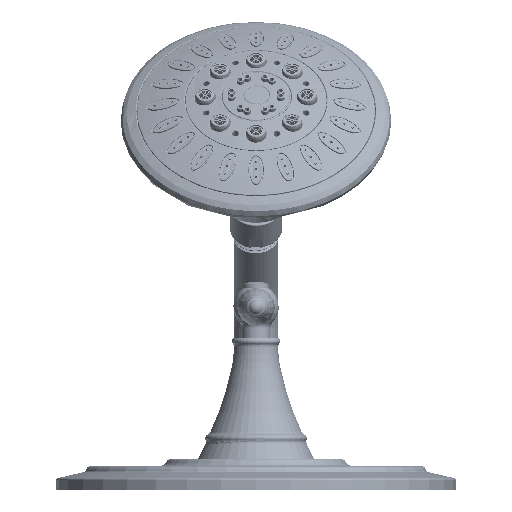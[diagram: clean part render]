
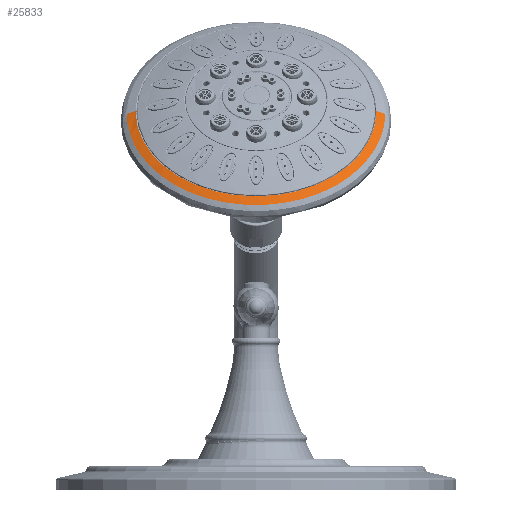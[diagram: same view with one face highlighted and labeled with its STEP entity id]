
A CAD part, front view. The second image highlights one B-rep face of the part: STEP entity #25833.
In plain terms, the highlighted spherical face has radius 147.5 mm.
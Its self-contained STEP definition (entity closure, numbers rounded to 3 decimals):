
#22694=CARTESIAN_POINT('',(0.,-59.64,
-53.405));
#22710=CARTESIAN_POINT('',(0.,-0.09,
81.289));
#22711=DIRECTION('',(-1.,0.,0.));
#22712=DIRECTION('',(0.,-0.377,-0.926));
#22713=AXIS2_PLACEMENT_3D('',#22710,#22711,#22712);
#22715=CARTESIAN_POINT('',(0.,0.09,
81.289));
#22716=DIRECTION('',(-1.,0.,0.));
#22717=DIRECTION('',(0.,0.404,-0.915));
#22718=AXIS2_PLACEMENT_3D('',#22715,#22716,#22717);
#22725=CARTESIAN_POINT('',(0.,0.,-55.117));
#22726=DIRECTION('',(0.,0.,-1.));
#22727=DIRECTION('',(0.,-1.,0.));
#22728=AXIS2_PLACEMENT_3D('',#22725,#22726,#22727);
#22730=CARTESIAN_POINT('',(0.,59.64,
-53.405));
#22731=CARTESIAN_POINT('',(-0.209,59.677,
-53.388));
#22732=CARTESIAN_POINT('',(-0.654,59.733,
-53.363));
#22733=CARTESIAN_POINT('',(-1.396,59.755,
-53.348));
#22734=CARTESIAN_POINT('',(-2.227,59.712,
-53.355));
#22735=CARTESIAN_POINT('',(-3.157,59.615,
-53.38));
#22736=CARTESIAN_POINT('',(-4.197,59.48,
-53.412));
#22737=CARTESIAN_POINT('',(-5.366,59.391,
-53.41));
#22738=CARTESIAN_POINT('',(-6.666,59.267,
-53.407));
#22739=CARTESIAN_POINT('',(-8.1,59.089,
-53.407));
#22740=CARTESIAN_POINT('',(-9.671,58.838,
-53.414));
#22741=CARTESIAN_POINT('',(-11.393,58.534,
-53.412));
#22742=CARTESIAN_POINT('',(-13.298,58.146,
-53.407));
#22743=CARTESIAN_POINT('',(-15.41,57.632,
-53.404));
#22744=CARTESIAN_POINT('',(-17.754,56.956,
-53.405));
#22745=CARTESIAN_POINT('',(-20.346,56.082,
-53.407));
#22746=CARTESIAN_POINT('',(-23.217,54.967,
-53.405));
#22747=CARTESIAN_POINT('',(-26.44,53.504,
-53.405));
#22748=CARTESIAN_POINT('',(-29.989,51.607,
-53.405));
#22749=CARTESIAN_POINT('',(-33.533,49.38,
-53.405));
#22750=CARTESIAN_POINT('',(-36.885,46.928,
-53.405));
#22751=CARTESIAN_POINT('',(-40.073,44.236,
-53.405));
#22752=CARTESIAN_POINT('',(-43.072,41.323,
-53.405));
#22753=CARTESIAN_POINT('',(-45.845,38.223,
-53.404));
#22754=CARTESIAN_POINT('',(-48.397,34.937,
-53.405));
#22755=CARTESIAN_POINT('',(-50.717,31.472,
-53.405));
#22756=CARTESIAN_POINT('',(-52.79,27.856,
-53.405));
#22757=CARTESIAN_POINT('',(-54.604,24.106,
-53.405));
#22758=CARTESIAN_POINT('',(-56.152,20.24,
-53.405));
#22759=CARTESIAN_POINT('',(-57.425,16.274,
-53.406));
#22760=CARTESIAN_POINT('',(-58.421,12.228,
-53.406));
#22761=CARTESIAN_POINT('',(-59.132,8.12,
-53.406));
#22762=CARTESIAN_POINT('',(-59.554,3.973,
-53.406));
#22763=CARTESIAN_POINT('',(-59.688,-0.194,
-53.405));
#22764=CARTESIAN_POINT('',(-59.53,-4.358,
-53.405));
#22765=CARTESIAN_POINT('',(-59.081,-8.495,
-53.405));
#22766=CARTESIAN_POINT('',(-58.347,-12.586,
-53.405));
#22767=CARTESIAN_POINT('',(-57.329,-16.616,
-53.405));
#22768=CARTESIAN_POINT('',(-56.031,-20.569,
-53.405));
#22769=CARTESIAN_POINT('',(-54.459,-24.427,
-53.406));
#22770=CARTESIAN_POINT('',(-52.62,-28.17,
-53.406));
#22771=CARTESIAN_POINT('',(-50.524,-31.775,
-53.406));
#22772=CARTESIAN_POINT('',(-48.184,-35.224,
-53.406));
#22773=CARTESIAN_POINT('',(-45.612,-38.498,
-53.406));
#22774=CARTESIAN_POINT('',(-42.822,-41.581,
-53.405));
#22775=CARTESIAN_POINT('',(-39.826,-44.459,
-53.405));
#22776=CARTESIAN_POINT('',(-36.654,-47.108,
-53.405));
#22777=CARTESIAN_POINT('',(-33.283,-49.548,
-53.405));
#22778=CARTESIAN_POINT('',(-29.733,-51.753,
-53.405));
#22779=CARTESIAN_POINT('',(-26.308,-53.563,
-53.406));
#22780=CARTESIAN_POINT('',(-23.225,-54.959,
-53.406));
#22781=CARTESIAN_POINT('',(-20.484,-56.032,
-53.406));
#22782=CARTESIAN_POINT('',(-18.017,-56.87,
-53.406));
#22783=CARTESIAN_POINT('',(-15.775,-57.528,
-53.406));
#22784=CARTESIAN_POINT('',(-13.748,-58.033,
-53.41));
#22785=CARTESIAN_POINT('',(-11.994,-58.404,
-53.416));
#22786=CARTESIAN_POINT('',(-10.455,-58.698,
-53.416));
#22787=CARTESIAN_POINT('',(-8.962,-58.976,
-53.402));
#22788=CARTESIAN_POINT('',(-7.546,-59.171,
-53.403));
#22789=CARTESIAN_POINT('',(-6.238,-59.28,
-53.421));
#22790=CARTESIAN_POINT('',(-4.998,-59.402,
-53.419));
#22791=CARTESIAN_POINT('',(-3.815,-59.538,
-53.398));
#22792=CARTESIAN_POINT('',(-2.696,-59.672,
-53.365));
#22793=CARTESIAN_POINT('',(-1.66,-59.749,
-53.348));
#22794=CARTESIAN_POINT('',(-0.736,-59.739,
-53.36));
#22795=CARTESIAN_POINT('',(-0.233,-59.674,
-53.39));
#22796=CARTESIAN_POINT('',(0.,-59.64,
-53.405));
#25078=VERTEX_POINT('',#22694);
#25079=VERTEX_POINT('',#22730);
#25080=CARTESIAN_POINT('',(0.001,-55.607,
-55.117));
#25081=VERTEX_POINT('',#25080);
#25082=CARTESIAN_POINT('',(0.001,55.607,
-55.117));
#25083=VERTEX_POINT('',#25082);
#25821=CARTESIAN_POINT('',(0.,0.,
81.5));
#25822=DIRECTION('',(0.,-0.377,
-0.926));
#25823=DIRECTION('',(0.,-0.926,0.377));
#25824=AXIS2_PLACEMENT_3D('',#25821,#25822,#25823);
#25825=SPHERICAL_SURFACE('',#25824,147.5);
#25826=ORIENTED_EDGE('',*,*,#25811,.F.);
#25828=ORIENTED_EDGE('',*,*,#25827,.T.);
#25829=ORIENTED_EDGE('',*,*,#25814,.F.);
#25830=ORIENTED_EDGE('',*,*,#25710,.T.);
#25831=EDGE_LOOP('',(#25826,#25828,#25829,#25830));
#25832=FACE_OUTER_BOUND('',#25831,.F.);
#25833=ADVANCED_FACE('',(#25832),#25825,.T.);
#22714=CIRCLE('',#22713,147.271);
#22719=CIRCLE('',#22718,147.271);
#22729=CIRCLE('',#22728,55.605);
#22797=B_SPLINE_CURVE_WITH_KNOTS('',3,(#22730,#22731,#22732,#22733,#22734,
#22735,#22736,#22737,#22738,#22739,#22740,#22741,#22742,#22743,#22744,#22745,
#22746,#22747,#22748,#22749,#22750,#22751,#22752,#22753,#22754,#22755,#22756,
#22757,#22758,#22759,#22760,#22761,#22762,#22763,#22764,#22765,#22766,#22767,
#22768,#22769,#22770,#22771,#22772,#22773,#22774,#22775,#22776,#22777,#22778,
#22779,#22780,#22781,#22782,#22783,#22784,#22785,#22786,#22787,#22788,#22789,
#22790,#22791,#22792,#22793,#22794,#22795,#22796),.UNSPECIFIED.,.F.,.F.,(4,1,1,
1,1,1,1,1,1,1,1,1,1,1,1,1,1,1,1,1,1,1,1,1,1,1,1,1,1,1,1,1,1,1,1,1,1,1,1,1,1,1,1,
1,1,1,1,1,1,1,1,1,1,1,1,1,1,1,1,1,1,1,1,1,4),(0.,0.016,0.031,0.047,
0.063,0.078,0.094,0.109,0.125,0.141,0.156,0.172,
0.188,0.203,0.219,0.234,0.25,0.266,0.281,0.297,
0.313,0.328,0.344,0.359,0.375,0.391,0.406,
0.422,0.438,0.453,0.469,0.484,0.5,0.516,0.531,
0.547,0.563,0.578,0.594,0.609,0.625,0.641,
0.656,0.672,0.688,0.703,0.719,0.734,0.75,0.766,
0.781,0.797,0.813,0.828,0.844,0.859,0.875,
0.891,0.906,0.922,0.938,0.953,0.969,0.984,1.),
.UNSPECIFIED.);
#25710=EDGE_CURVE('',#25079,#25078,#22797,.T.);
#25811=EDGE_CURVE('',#25081,#25078,#22714,.T.);
#25814=EDGE_CURVE('',#25079,#25083,#22719,.T.);
#25827=EDGE_CURVE('',#25081,#25083,#22729,.T.);
